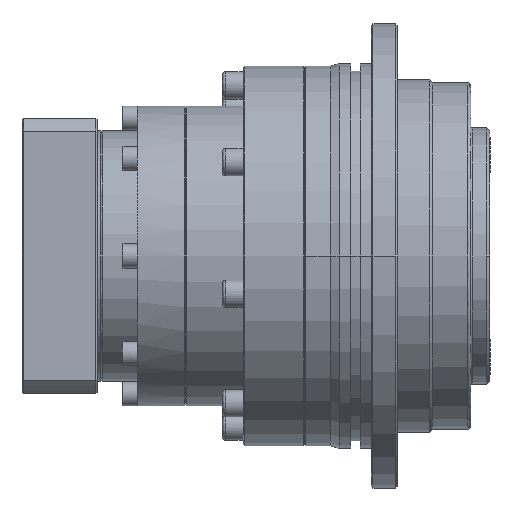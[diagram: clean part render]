
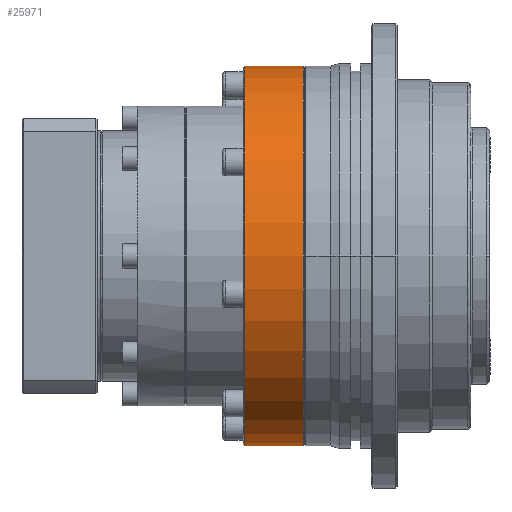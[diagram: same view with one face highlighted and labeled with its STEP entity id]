
A CAD part, front view. The second image highlights one B-rep face of the part: STEP entity #25971.
In plain terms, the highlighted cylindrical face has radius 59.25 mm (diameter 118.5 mm), a partial arc.
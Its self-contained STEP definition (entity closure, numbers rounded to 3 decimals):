
#375 = CARTESIAN_POINT ( 'NONE',  ( -126.9, 0., 59.25 ) ) ;
#1632 = DIRECTION ( 'NONE',  ( -1., 0., 0. ) ) ;
#1691 = CARTESIAN_POINT ( 'NONE',  ( -144.7, 0., 59.25 ) ) ;
#2472 = CARTESIAN_POINT ( 'NONE',  ( -144.7, 0., -59.25 ) ) ;
#4035 = VERTEX_POINT ( 'NONE', #25616 ) ;
#4093 = CARTESIAN_POINT ( 'NONE',  ( -126.25, 0., -59.25 ) ) ;
#5641 = CIRCLE ( 'NONE', #16416, 59.25 ) ;
#6272 = CARTESIAN_POINT ( 'NONE',  ( -126.9, 0., 0. ) ) ;
#6377 = DIRECTION ( 'NONE',  ( 0., 0., 1. ) ) ;
#6448 = ORIENTED_EDGE ( 'NONE', *, *, #16166, .F. ) ;
#6738 = VERTEX_POINT ( 'NONE', #1691 ) ;
#7020 = FACE_OUTER_BOUND ( 'NONE', #10150, .T. ) ;
#7036 = VECTOR ( 'NONE', #17569, 1000. ) ;
#9222 = CARTESIAN_POINT ( 'NONE',  ( -144.7, 0., 0. ) ) ;
#9242 = VERTEX_POINT ( 'NONE', #4093 ) ;
#9430 = EDGE_CURVE ( 'NONE', #4035, #6738, #16025, .T. ) ;
#9772 = DIRECTION ( 'NONE',  ( 1., 0., 0. ) ) ;
#10150 = EDGE_LOOP ( 'NONE', ( #6448, #10559, #17646, #27792 ) ) ;
#10297 = CYLINDRICAL_SURFACE ( 'NONE', #27852, 59.25 ) ;
#10559 = ORIENTED_EDGE ( 'NONE', *, *, #13319, .F. ) ;
#11449 = EDGE_CURVE ( 'NONE', #6738, #12309, #5641, .T. ) ;
#11616 = DIRECTION ( 'NONE',  ( 0., 0., 1. ) ) ;
#12309 = VERTEX_POINT ( 'NONE', #2472 ) ;
#13319 = EDGE_CURVE ( 'NONE', #4035, #9242, #29405, .T. ) ;
#16025 = LINE ( 'NONE', #375, #21884 ) ;
#16166 = EDGE_CURVE ( 'NONE', #9242, #12309, #25336, .T. ) ;
#16416 = AXIS2_PLACEMENT_3D ( 'NONE', #9222, #25218, #11616 ) ;
#17569 = DIRECTION ( 'NONE',  ( -1., 0., 0. ) ) ;
#17646 = ORIENTED_EDGE ( 'NONE', *, *, #9430, .T. ) ;
#18569 = AXIS2_PLACEMENT_3D ( 'NONE', #23481, #9772, #25781 ) ;
#19008 = DIRECTION ( 'NONE',  ( -1., 0., 0. ) ) ;
#21884 = VECTOR ( 'NONE', #19008, 1000. ) ;
#23481 = CARTESIAN_POINT ( 'NONE',  ( -126.25, 0., 0. ) ) ;
#24163 = CARTESIAN_POINT ( 'NONE',  ( -126.9, 0., -59.25 ) ) ;
#25218 = DIRECTION ( 'NONE',  ( 1., 0., 0. ) ) ;
#25336 = LINE ( 'NONE', #24163, #7036 ) ;
#25616 = CARTESIAN_POINT ( 'NONE',  ( -126.25, 0., 59.25 ) ) ;
#25781 = DIRECTION ( 'NONE',  ( 0., 0., 1. ) ) ;
#25971 = ADVANCED_FACE ( 'NONE', ( #7020 ), #10297, .T. ) ;
#27792 = ORIENTED_EDGE ( 'NONE', *, *, #11449, .T. ) ;
#27852 = AXIS2_PLACEMENT_3D ( 'NONE', #6272, #1632, #6377 ) ;
#29405 = CIRCLE ( 'NONE', #18569, 59.25 ) ;
